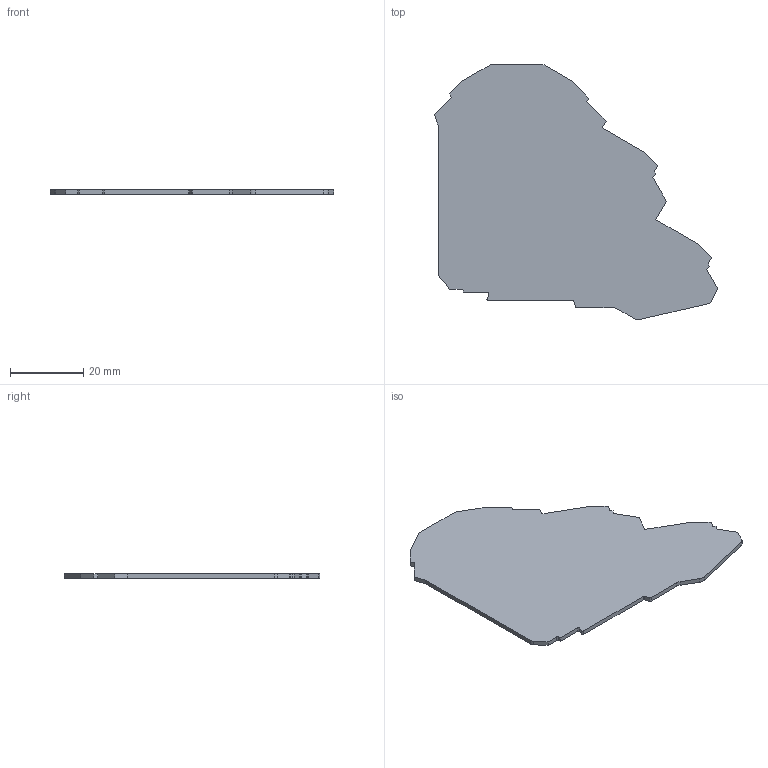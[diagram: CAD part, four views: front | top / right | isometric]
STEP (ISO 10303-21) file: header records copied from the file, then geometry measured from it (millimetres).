
FILE_DESCRIPTION (( 'STEP AP214' ), '1' );
FILE_NAME ('446289_NPP-YBK 3S_Grey.STP', '2013-11-15T13:37:26', ( 'arge' ), ( 'Microsoft' ), 'SwSTEP 2.0', 'SolidWorks 2013', '' );
FILE_SCHEMA (( 'AUTOMOTIVE_DESIGN' ));
Length unit declared in the file: millimetre
Products named in the file (1): 446289_NPP-YBK 3S_Grey
Bounding box: 77.31 x 69.7 x 1.2 mm (x, y, z)
Volume: 4417.1 mm3; surface area: 7670.2 mm2
Topology: 1 solids, 1 shells, 48 faces, 138 edges, 92 vertices
Faces by surface type: plane 38, cylinder 10
Entity records: 2124 total; most frequent: CARTESIAN_POINT 279, ORIENTED_EDGE 276, DIRECTION 256, EDGE_CURVE 138, VECTOR 118, LINE 118, VERTEX_POINT 92, AXIS2_PLACEMENT_3D 69
